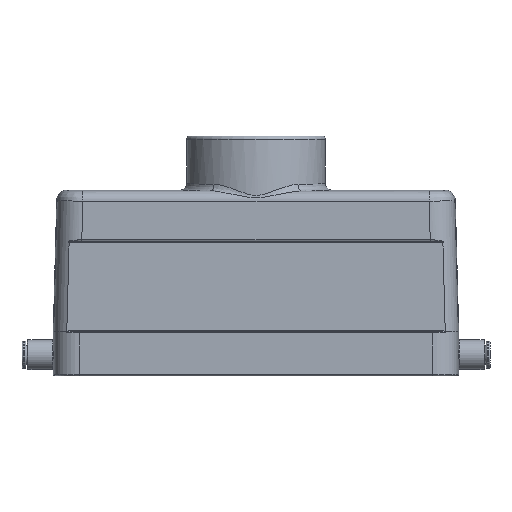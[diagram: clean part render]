
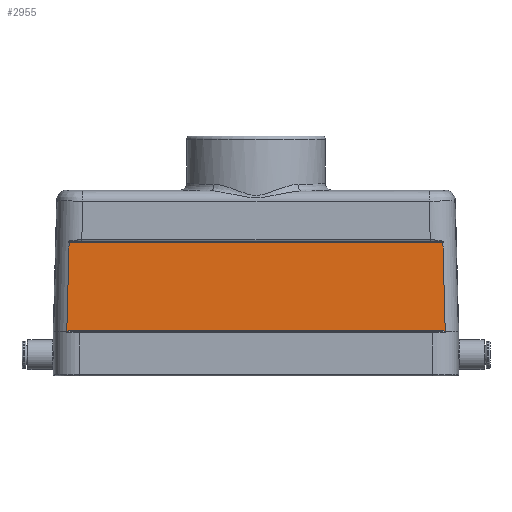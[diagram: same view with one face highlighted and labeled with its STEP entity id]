
A CAD part, front view. The second image highlights one B-rep face of the part: STEP entity #2955.
In plain terms, the highlighted planar face has unit normal (0, -1, 0.018).
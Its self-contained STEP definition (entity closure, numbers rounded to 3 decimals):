
#2832=CARTESIAN_POINT('',(70.0,-20.497,4.027));
#2833=DIRECTION('',(0.0,-1.,0.018));
#2834=DIRECTION('',(0.0,-0.018,-1.));
#2835=AXIS2_PLACEMENT_3D('',#2832,#2833,#2834);
#2836=PLANE('',#2835);
#2837=CARTESIAN_POINT('',(-54.921,-20.492,4.274));
#2838=VERTEX_POINT('',#2837);
#2839=CARTESIAN_POINT('',(54.921,-20.492,4.274));
#2840=VERTEX_POINT('',#2839);
#2841=CARTESIAN_POINT('',(-54.921,-20.492,4.274));
#2842=DIRECTION('',(1.0,0.0,0.0));
#2843=VECTOR('',#2842,109.842);
#2844=LINE('',#2841,#2843);
#2845=EDGE_CURVE('',#2838,#2840,#2844,.T.);
#2846=ORIENTED_EDGE('',*,*,#2845,.T.);
#2847=CARTESIAN_POINT('',(55.995,-20.498,3.969));
#2848=VERTEX_POINT('',#2847);
#2849=CARTESIAN_POINT('',(54.921,-20.492,4.274));
#2850=CARTESIAN_POINT('',(55.136,-20.492,4.274));
#2851=CARTESIAN_POINT('',(55.355,-20.493,4.259));
#2852=CARTESIAN_POINT('',(55.564,-20.494,4.205));
#2853=CARTESIAN_POINT('',(55.578,-20.494,4.201));
#2854=CARTESIAN_POINT('',(55.592,-20.494,4.197));
#2855=CARTESIAN_POINT('',(55.606,-20.494,4.193));
#2856=CARTESIAN_POINT('',(55.696,-20.494,4.167));
#2857=CARTESIAN_POINT('',(55.785,-20.495,4.132));
#2858=CARTESIAN_POINT('',(55.864,-20.496,4.082));
#2859=CARTESIAN_POINT('',(55.882,-20.496,4.07));
#2860=CARTESIAN_POINT('',(55.9,-20.496,4.058));
#2861=CARTESIAN_POINT('',(55.917,-20.496,4.044));
#2862=CARTESIAN_POINT('',(55.937,-20.497,4.029));
#2863=CARTESIAN_POINT('',(55.956,-20.497,4.012));
#2864=CARTESIAN_POINT('',(55.973,-20.497,3.993));
#2865=CARTESIAN_POINT('',(55.981,-20.497,3.986));
#2866=CARTESIAN_POINT('',(55.988,-20.498,3.978));
#2867=CARTESIAN_POINT('',(55.994,-20.498,3.969));
#2868=B_SPLINE_CURVE_WITH_KNOTS('',3,(#2849,#2850,#2851,#2852,#2853,#2854,#2855,#2856,#2857,#2858,#2859,#2860,#2861,#2862,#2863,#2864,#2865,#2866,#2867),.UNSPECIFIED.,.F.,.U.,(4,3,3,3,3,3,4),(0.0,0.567,0.605,0.85,0.907,0.972,1.0),.UNSPECIFIED.);
#2869=EDGE_CURVE('',#2840,#2848,#2868,.T.);
#2870=ORIENTED_EDGE('',*,*,#2869,.T.);
#2871=CARTESIAN_POINT('',(55.316,-20.029,30.206));
#2872=VERTEX_POINT('',#2871);
#2873=CARTESIAN_POINT('',(55.316,-20.029,30.206));
#2874=DIRECTION('',(0.026,-0.018,-1.));
#2875=VECTOR('',#2874,26.25);
#2876=LINE('',#2873,#2875);
#2877=EDGE_CURVE('',#2872,#2848,#2876,.T.);
#2878=ORIENTED_EDGE('',*,*,#2877,.F.);
#2879=CARTESIAN_POINT('',(55.229,-20.025,30.418));
#2880=VERTEX_POINT('',#2879);
#2881=CARTESIAN_POINT('',(55.316,-20.029,30.206));
#2882=CARTESIAN_POINT('',(55.315,-20.028,30.245));
#2883=CARTESIAN_POINT('',(55.308,-20.028,30.285));
#2884=CARTESIAN_POINT('',(55.293,-20.027,30.321));
#2885=CARTESIAN_POINT('',(55.283,-20.027,30.349));
#2886=CARTESIAN_POINT('',(55.267,-20.026,30.376));
#2887=CARTESIAN_POINT('',(55.248,-20.026,30.398));
#2888=CARTESIAN_POINT('',(55.243,-20.026,30.404));
#2889=CARTESIAN_POINT('',(55.237,-20.026,30.41));
#2890=CARTESIAN_POINT('',(55.232,-20.025,30.416));
#2891=CARTESIAN_POINT('',(55.231,-20.025,30.416));
#2892=CARTESIAN_POINT('',(55.23,-20.025,30.417));
#2893=CARTESIAN_POINT('',(55.229,-20.025,30.418));
#2894=B_SPLINE_CURVE_WITH_KNOTS('',3,(#2881,#2882,#2883,#2884,#2885,#2886,#2887,#2888,#2889,#2890,#2891,#2892,#2893),.UNSPECIFIED.,.F.,.U.,(4,3,3,3,4),(0.0,0.502,0.887,0.985,1.0),.UNSPECIFIED.);
#2895=EDGE_CURVE('',#2872,#2880,#2894,.T.);
#2896=ORIENTED_EDGE('',*,*,#2895,.T.);
#2897=CARTESIAN_POINT('',(-55.229,-20.025,30.418));
#2898=VERTEX_POINT('',#2897);
#2899=CARTESIAN_POINT('',(55.229,-20.025,30.418));
#2900=DIRECTION('',(-1.0,0.0,0.0));
#2901=VECTOR('',#2900,110.458);
#2902=LINE('',#2899,#2901);
#2903=EDGE_CURVE('',#2880,#2898,#2902,.T.);
#2904=ORIENTED_EDGE('',*,*,#2903,.T.);
#2905=CARTESIAN_POINT('',(-55.316,-20.029,30.206));
#2906=VERTEX_POINT('',#2905);
#2907=CARTESIAN_POINT('',(-55.229,-20.025,30.418));
#2908=CARTESIAN_POINT('',(-55.23,-20.025,30.417));
#2909=CARTESIAN_POINT('',(-55.231,-20.025,30.416));
#2910=CARTESIAN_POINT('',(-55.232,-20.025,30.416));
#2911=CARTESIAN_POINT('',(-55.239,-20.026,30.408));
#2912=CARTESIAN_POINT('',(-55.246,-20.026,30.401));
#2913=CARTESIAN_POINT('',(-55.252,-20.026,30.393));
#2914=CARTESIAN_POINT('',(-55.271,-20.026,30.369));
#2915=CARTESIAN_POINT('',(-55.286,-20.027,30.342));
#2916=CARTESIAN_POINT('',(-55.296,-20.027,30.313));
#2917=CARTESIAN_POINT('',(-55.309,-20.028,30.279));
#2918=CARTESIAN_POINT('',(-55.315,-20.029,30.243));
#2919=CARTESIAN_POINT('',(-55.316,-20.029,30.206));
#2920=B_SPLINE_CURVE_WITH_KNOTS('',3,(#2907,#2908,#2909,#2910,#2911,#2912,#2913,#2914,#2915,#2916,#2917,#2918,#2919),.UNSPECIFIED.,.F.,.U.,(4,3,3,3,4),(0.0,0.015,0.145,0.533,1.0),.UNSPECIFIED.);
#2921=EDGE_CURVE('',#2898,#2906,#2920,.T.);
#2922=ORIENTED_EDGE('',*,*,#2921,.T.);
#2923=CARTESIAN_POINT('',(-55.995,-20.498,3.969));
#2924=VERTEX_POINT('',#2923);
#2925=CARTESIAN_POINT('',(-55.995,-20.498,3.969));
#2926=DIRECTION('',(0.026,0.018,1.));
#2927=VECTOR('',#2926,26.25);
#2928=LINE('',#2925,#2927);
#2929=EDGE_CURVE('',#2924,#2906,#2928,.T.);
#2930=ORIENTED_EDGE('',*,*,#2929,.F.);
#2931=CARTESIAN_POINT('',(-55.994,-20.498,3.969));
#2932=CARTESIAN_POINT('',(-55.988,-20.498,3.978));
#2933=CARTESIAN_POINT('',(-55.981,-20.497,3.986));
#2934=CARTESIAN_POINT('',(-55.973,-20.497,3.993));
#2935=CARTESIAN_POINT('',(-55.956,-20.497,4.012));
#2936=CARTESIAN_POINT('',(-55.937,-20.497,4.029));
#2937=CARTESIAN_POINT('',(-55.917,-20.496,4.044));
#2938=CARTESIAN_POINT('',(-55.9,-20.496,4.058));
#2939=CARTESIAN_POINT('',(-55.882,-20.496,4.07));
#2940=CARTESIAN_POINT('',(-55.864,-20.496,4.082));
#2941=CARTESIAN_POINT('',(-55.785,-20.495,4.132));
#2942=CARTESIAN_POINT('',(-55.696,-20.494,4.167));
#2943=CARTESIAN_POINT('',(-55.606,-20.494,4.193));
#2944=CARTESIAN_POINT('',(-55.592,-20.494,4.197));
#2945=CARTESIAN_POINT('',(-55.578,-20.494,4.201));
#2946=CARTESIAN_POINT('',(-55.564,-20.494,4.205));
#2947=CARTESIAN_POINT('',(-55.355,-20.493,4.259));
#2948=CARTESIAN_POINT('',(-55.136,-20.492,4.274));
#2949=CARTESIAN_POINT('',(-54.921,-20.492,4.274));
#2950=B_SPLINE_CURVE_WITH_KNOTS('',3,(#2931,#2932,#2933,#2934,#2935,#2936,#2937,#2938,#2939,#2940,#2941,#2942,#2943,#2944,#2945,#2946,#2947,#2948,#2949),.UNSPECIFIED.,.F.,.U.,(4,3,3,3,3,3,4),(0.0,0.028,0.093,0.15,0.395,0.433,1.0),.UNSPECIFIED.);
#2951=EDGE_CURVE('',#2924,#2838,#2950,.T.);
#2952=ORIENTED_EDGE('',*,*,#2951,.T.);
#2953=EDGE_LOOP('',(#2846,#2870,#2878,#2896,#2904,#2922,#2930,#2952));
#2954=FACE_OUTER_BOUND('',#2953,.T.);
#2955=ADVANCED_FACE('',(#2954),#2836,.T.);
